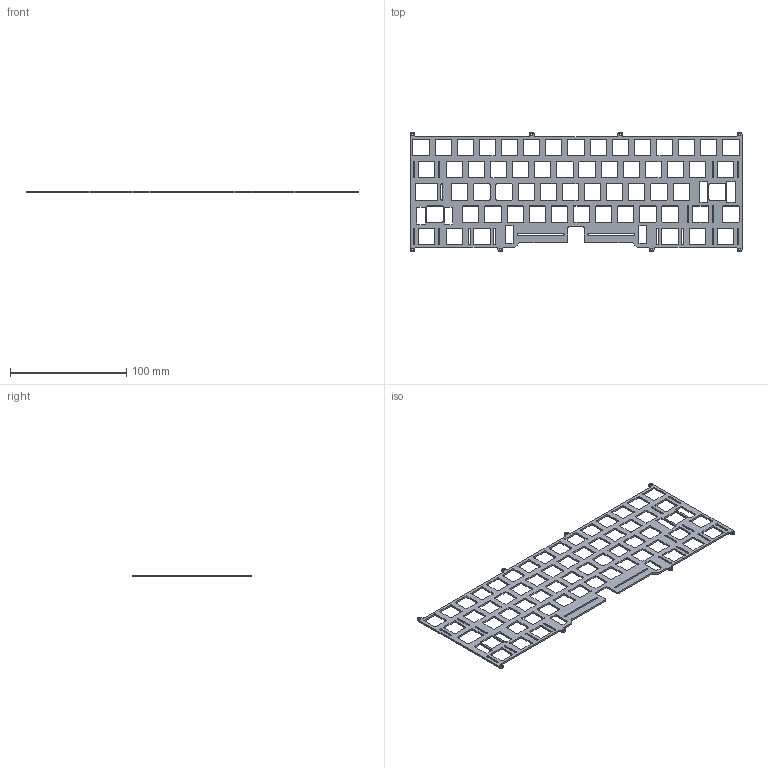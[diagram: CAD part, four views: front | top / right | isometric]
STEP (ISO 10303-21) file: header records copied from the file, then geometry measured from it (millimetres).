
FILE_DESCRIPTION(/* description */ (''),/* implementation_level */ '2;1');
FILE_NAME(/* name */ 'Open60 Plate.step',/* time_stamp */ '2022-10-24T10:17:45+03:00',/* author */ (''),/* organization */ (''),/* preprocessor_version */ 'ST-DEVELOPER v19.2',/* originating_system */ 'Autodesk Translation Framework v11.17.0.187',/* authorisation */ '');
FILE_SCHEMA (('AUTOMOTIVE_DESIGN { 1 0 10303 214 3 1 1 }'));
Length unit declared in the file: millimetre
Products named in the file (1): Plate
Bounding box: 285.75 x 103.25 x 1.5 mm (x, y, z)
Volume: 20405.7 mm3; surface area: 34924 mm2
Topology: 1 solids, 1 shells, 736 faces, 2202 edges, 1468 vertices
Faces by surface type: cylinder 370, plane 366
Full cylindrical faces by diameter (mm): 2 x8
Entity records: 25376 total; most frequent: DIRECTION 4416, CARTESIAN_POINT 4407, ORIENTED_EDGE 4404, EDGE_CURVE 2202, AXIS2_PLACEMENT_3D 1477, VERTEX_POINT 1468, LINE 1462, VECTOR 1462
